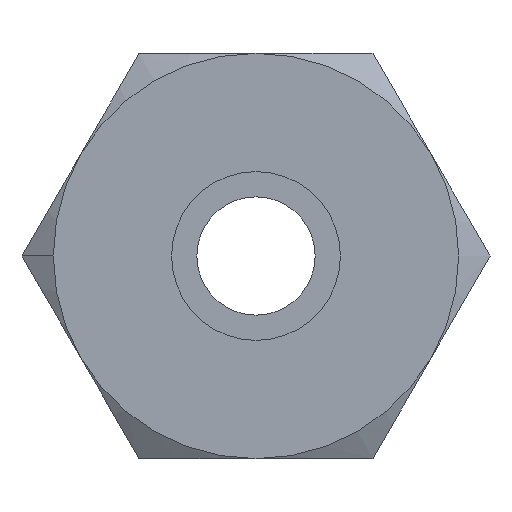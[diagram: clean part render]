
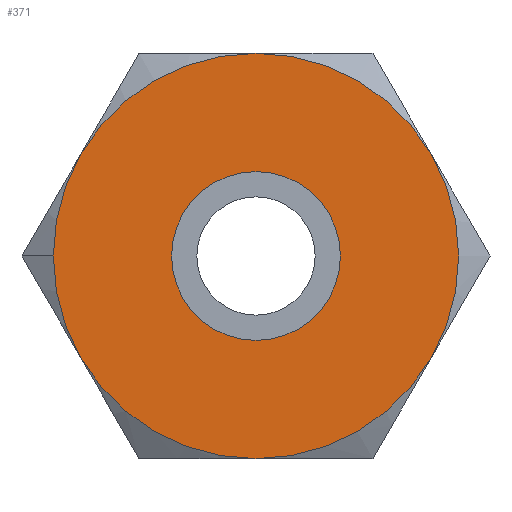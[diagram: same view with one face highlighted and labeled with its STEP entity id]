
A CAD part, front view. The second image highlights one B-rep face of the part: STEP entity #371.
In plain terms, the highlighted planar face has unit normal (0, -1, 0).
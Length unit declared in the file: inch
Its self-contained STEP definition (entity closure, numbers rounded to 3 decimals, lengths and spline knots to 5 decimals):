
#11 = CARTESIAN_POINT ( 'NONE',  ( 0.09843, 0., 0. ) ) ;
#16 = DIRECTION ( 'NONE',  ( -1., 0., 0. ) ) ;
#43 = FACE_OUTER_BOUND ( 'NONE', #2300, .T. ) ;
#110 = DIRECTION ( 'NONE',  ( 0., 1., 0. ) ) ;
#122 = ORIENTED_EDGE ( 'NONE', *, *, #1520, .F. ) ;
#150 = CARTESIAN_POINT ( 'NONE',  ( -0.16732, 0., 0. ) ) ;
#217 = DIRECTION ( 'NONE',  ( 0., -1., 0. ) ) ;
#248 = AXIS2_PLACEMENT_3D ( 'NONE', #1600, #1507, #1498 ) ;
#298 = CARTESIAN_POINT ( 'NONE',  ( 0., 0., 0.23622 ) ) ;
#368 = DIRECTION ( 'NONE',  ( 0., 1., 0. ) ) ;
#371 = ADVANCED_FACE ( 'NONE', ( #1754, #43 ), #1817, .T. ) ;
#399 = CARTESIAN_POINT ( 'NONE',  ( -0.23622, 0., 0. ) ) ;
#443 = CARTESIAN_POINT ( 'NONE',  ( -0.09843, 0., 0. ) ) ;
#477 = CARTESIAN_POINT ( 'NONE',  ( 0., 0., 0. ) ) ;
#482 = ORIENTED_EDGE ( 'NONE', *, *, #1166, .F. ) ;
#571 = AXIS2_PLACEMENT_3D ( 'NONE', #2287, #2279, #2116 ) ;
#598 = CIRCLE ( 'NONE', #1485, 0.23622 ) ;
#600 = CIRCLE ( 'NONE', #571, 0.23622 ) ;
#662 = DIRECTION ( 'NONE',  ( -1., 0., 0. ) ) ;
#685 = ORIENTED_EDGE ( 'NONE', *, *, #1040, .F. ) ;
#700 = CARTESIAN_POINT ( 'NONE',  ( 0., 0., 0. ) ) ;
#816 = EDGE_CURVE ( 'NONE', #2272, #1684, #1863, .T. ) ;
#822 = ORIENTED_EDGE ( 'NONE', *, *, #1794, .F. ) ;
#861 = CIRCLE ( 'NONE', #1247, 0.09843 ) ;
#882 = DIRECTION ( 'NONE',  ( -1., 0., 0. ) ) ;
#900 = DIRECTION ( 'NONE',  ( 0., 1., 0. ) ) ;
#909 = CARTESIAN_POINT ( 'NONE',  ( 0., 0., 0. ) ) ;
#925 = DIRECTION ( 'NONE',  ( -1., 0., 0. ) ) ;
#926 = EDGE_CURVE ( 'NONE', #1731, #1199, #1513, .T. ) ;
#957 = DIRECTION ( 'NONE',  ( 0., 1., 0. ) ) ;
#974 = DIRECTION ( 'NONE',  ( 0., 1., 0. ) ) ;
#1040 = EDGE_CURVE ( 'NONE', #1199, #2189, #600, .T. ) ;
#1052 = CARTESIAN_POINT ( 'NONE',  ( 0., 0., 0. ) ) ;
#1055 = ORIENTED_EDGE ( 'NONE', *, *, #1294, .F. ) ;
#1107 = AXIS2_PLACEMENT_3D ( 'NONE', #1052, #957, #925 ) ;
#1166 = EDGE_CURVE ( 'NONE', #2189, #2265, #598, .T. ) ;
#1170 = AXIS2_PLACEMENT_3D ( 'NONE', #2062, #974, #2248 ) ;
#1199 = VERTEX_POINT ( 'NONE', #1273 ) ;
#1202 = CARTESIAN_POINT ( 'NONE',  ( 0., 0., 0. ) ) ;
#1217 = AXIS2_PLACEMENT_3D ( 'NONE', #1443, #368, #1636 ) ;
#1226 = VERTEX_POINT ( 'NONE', #399 ) ;
#1247 = AXIS2_PLACEMENT_3D ( 'NONE', #1202, #110, #1375 ) ;
#1268 = CARTESIAN_POINT ( 'NONE',  ( -0.20457, 0., -0.11811 ) ) ;
#1273 = CARTESIAN_POINT ( 'NONE',  ( 0.20457, 0., -0.11811 ) ) ;
#1292 = CIRCLE ( 'NONE', #1362, 0.23622 ) ;
#1294 = EDGE_CURVE ( 'NONE', #1226, #1847, #2206, .T. ) ;
#1354 = ORIENTED_EDGE ( 'NONE', *, *, #816, .T. ) ;
#1362 = AXIS2_PLACEMENT_3D ( 'NONE', #477, #1739, #662 ) ;
#1375 = DIRECTION ( 'NONE',  ( -1., 0., 0. ) ) ;
#1386 = ORIENTED_EDGE ( 'NONE', *, *, #926, .F. ) ;
#1402 = EDGE_CURVE ( 'NONE', #1847, #1796, #1736, .T. ) ;
#1443 = CARTESIAN_POINT ( 'NONE',  ( 0., 0., 0. ) ) ;
#1485 = AXIS2_PLACEMENT_3D ( 'NONE', #909, #900, #16 ) ;
#1498 = DIRECTION ( 'NONE',  ( -1., 0., 0. ) ) ;
#1507 = DIRECTION ( 'NONE',  ( 0., 1., 0. ) ) ;
#1513 = CIRCLE ( 'NONE', #1107, 0.23622 ) ;
#1520 = EDGE_CURVE ( 'NONE', #1796, #1731, #2027, .T. ) ;
#1590 = CARTESIAN_POINT ( 'NONE',  ( 0., 0., -0.23622 ) ) ;
#1600 = CARTESIAN_POINT ( 'NONE',  ( 0., 0., 0. ) ) ;
#1636 = DIRECTION ( 'NONE',  ( -1., 0., 0. ) ) ;
#1684 = VERTEX_POINT ( 'NONE', #443 ) ;
#1731 = VERTEX_POINT ( 'NONE', #2275 ) ;
#1736 = CIRCLE ( 'NONE', #1217, 0.23622 ) ;
#1739 = DIRECTION ( 'NONE',  ( 0., 1., 0. ) ) ;
#1754 = FACE_BOUND ( 'NONE', #1924, .T. ) ;
#1773 = EDGE_CURVE ( 'NONE', #1684, #2272, #861, .T. ) ;
#1794 = EDGE_CURVE ( 'NONE', #2265, #1226, #1292, .T. ) ;
#1796 = VERTEX_POINT ( 'NONE', #298 ) ;
#1817 = PLANE ( 'NONE',  #1876 ) ;
#1847 = VERTEX_POINT ( 'NONE', #2302 ) ;
#1863 = CIRCLE ( 'NONE', #248, 0.09843 ) ;
#1874 = ORIENTED_EDGE ( 'NONE', *, *, #1402, .F. ) ;
#1876 = AXIS2_PLACEMENT_3D ( 'NONE', #150, #217, #1918 ) ;
#1918 = DIRECTION ( 'NONE',  ( 1., 0., 0. ) ) ;
#1924 = EDGE_LOOP ( 'NONE', ( #1982, #1354 ) ) ;
#1959 = DIRECTION ( 'NONE',  ( 0., 1., 0. ) ) ;
#1982 = ORIENTED_EDGE ( 'NONE', *, *, #1773, .T. ) ;
#2027 = CIRCLE ( 'NONE', #1170, 0.23622 ) ;
#2062 = CARTESIAN_POINT ( 'NONE',  ( 0., 0., 0. ) ) ;
#2105 = AXIS2_PLACEMENT_3D ( 'NONE', #700, #1959, #882 ) ;
#2116 = DIRECTION ( 'NONE',  ( -1., 0., 0. ) ) ;
#2189 = VERTEX_POINT ( 'NONE', #1590 ) ;
#2206 = CIRCLE ( 'NONE', #2105, 0.23622 ) ;
#2248 = DIRECTION ( 'NONE',  ( -1., 0., 0. ) ) ;
#2265 = VERTEX_POINT ( 'NONE', #1268 ) ;
#2272 = VERTEX_POINT ( 'NONE', #11 ) ;
#2275 = CARTESIAN_POINT ( 'NONE',  ( 0.20457, 0., 0.11811 ) ) ;
#2279 = DIRECTION ( 'NONE',  ( 0., 1., 0. ) ) ;
#2287 = CARTESIAN_POINT ( 'NONE',  ( 0., 0., 0. ) ) ;
#2300 = EDGE_LOOP ( 'NONE', ( #122, #1874, #1055, #822, #482, #685, #1386 ) ) ;
#2302 = CARTESIAN_POINT ( 'NONE',  ( -0.20457, 0., 0.11811 ) ) ;
